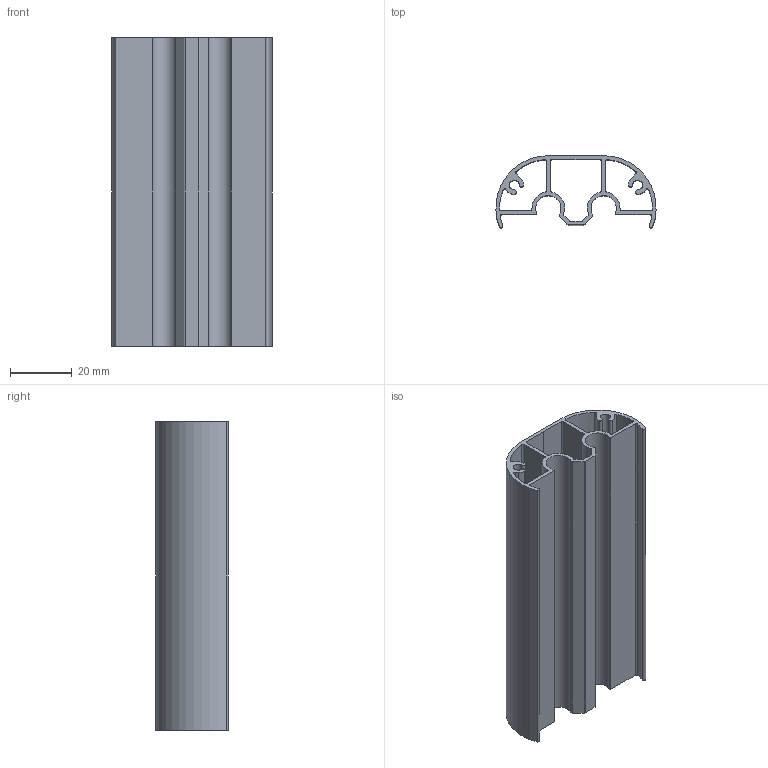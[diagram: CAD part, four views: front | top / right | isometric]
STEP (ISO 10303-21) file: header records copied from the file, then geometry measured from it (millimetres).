
FILE_DESCRIPTION(('STEP AP203'),'2;1');
FILE_NAME('XB26531.stp','2011-03-21T16:29:07',(''),(''),'2009.3.110','THINKDESIGN','');
FILE_SCHEMA(('CONFIG_CONTROL_DESIGN'));
Length unit declared in the file: millimetre
Bounding box: 51.97 x 23.4 x 100 mm (x, y, z)
Volume: 24479.8 mm3; surface area: 37365.9 mm2
Topology: 1 solids, 1 shells, 77 faces, 225 edges, 150 vertices
Faces by surface type: cylinder 54, plane 23
Entity records: 2712 total; most frequent: DIRECTION 487, CARTESIAN_POINT 452, ORIENTED_EDGE 450, EDGE_CURVE 225, AXIS2_PLACEMENT_3D 185, VERTEX_POINT 150, VECTOR 117, LINE 117
